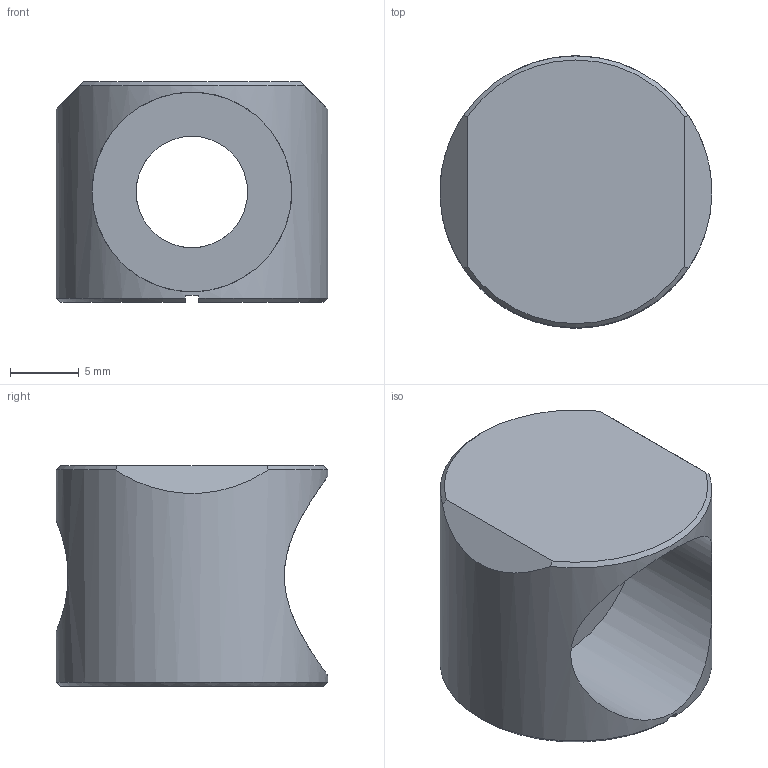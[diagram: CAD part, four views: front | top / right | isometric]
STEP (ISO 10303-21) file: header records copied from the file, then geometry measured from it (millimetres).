
FILE_DESCRIPTION(/* description */ ('Universalspanner 40'),/* implementation_level */ '2;1');
FILE_NAME(/* name */ 'SV1800V_A.stp',/* time_stamp */ '2015-11-30T12:13:17+01:00',/* author */ ('Marina Kaa'),/* organization */ (''),/* preprocessor_version */ 'ST-DEVELOPER v15.6',/* originating_system */ 'Autodesk Inventor 2015',/* authorisation */ '');
FILE_SCHEMA (('AUTOMOTIVE_DESIGN { 1 0 10303 214 3 1 1 }'));
Length unit declared in the file: millimetre
Products named in the file (1): SV1800V_A
Bounding box: 19.74 x 19.75 x 16 mm (x, y, z)
Volume: 2737.6 mm3; surface area: 2109.4 mm2
Topology: 1 solids, 1 shells, 16 faces, 41 edges, 28 vertices
Faces by surface type: plane 9, cone 4, cylinder 3
Full cylindrical faces by diameter (mm): 8.1 x1, 14.5 x1, 19.75 x1
Entity records: 539 total; most frequent: CARTESIAN_POINT 153, DIRECTION 76, ORIENTED_EDGE 70, EDGE_CURVE 35, AXIS2_PLACEMENT_3D 31, VERTEX_POINT 25, EDGE_LOOP 22, FACE_OUTER_BOUND 16
